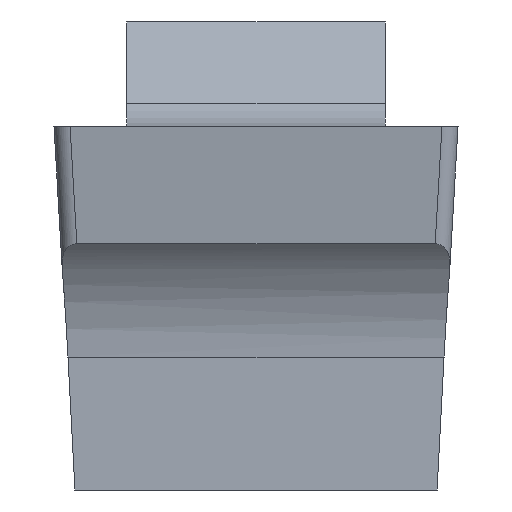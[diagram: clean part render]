
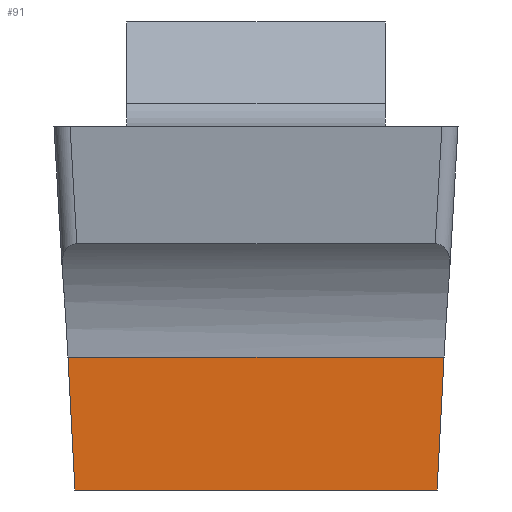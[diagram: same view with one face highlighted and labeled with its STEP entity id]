
A CAD part, front view. The second image highlights one B-rep face of the part: STEP entity #91.
In plain terms, the highlighted planar face has unit normal (0, -1, 0).
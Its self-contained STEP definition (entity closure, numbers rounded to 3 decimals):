
#91=ADVANCED_FACE('',(#147),#113,.T.);
#113=PLANE('',#800);
#147=FACE_OUTER_BOUND('',#183,.T.);
#183=EDGE_LOOP('',(#499,#500,#501,#502,#503,#504));
#193=LINE('',#1033,#259);
#208=LINE('',#1088,#274);
#213=LINE('',#1100,#279);
#251=LINE('',#1356,#317);
#259=VECTOR('',#822,1.);
#274=VECTOR('',#857,1.);
#279=VECTOR('',#866,1.);
#317=VECTOR('',#970,1.);
#499=ORIENTED_EDGE('',*,*,#631,.T.);
#500=ORIENTED_EDGE('',*,*,#637,.F.);
#501=ORIENTED_EDGE('',*,*,#602,.F.);
#502=ORIENTED_EDGE('',*,*,#638,.F.);
#503=ORIENTED_EDGE('',*,*,#625,.T.);
#504=ORIENTED_EDGE('',*,*,#691,.T.);
#534=VERTEX_POINT('',#1032);
#535=VERTEX_POINT('',#1034);
#553=VERTEX_POINT('',#1089);
#554=VERTEX_POINT('',#1090);
#558=VERTEX_POINT('',#1101);
#559=VERTEX_POINT('',#1102);
#602=EDGE_CURVE('',#534,#535,#193,.T.);
#625=EDGE_CURVE('',#553,#554,#208,.T.);
#631=EDGE_CURVE('',#558,#559,#213,.T.);
#637=EDGE_CURVE('',#535,#559,#703,.T.);
#638=EDGE_CURVE('',#553,#534,#704,.T.);
#691=EDGE_CURVE('',#554,#558,#251,.T.);
#703=ELLIPSE('',#769,1.644,0.2);
#704=ELLIPSE('',#771,1.644,0.2);
#769=AXIS2_PLACEMENT_3D('',#1115,#874,#875);
#771=AXIS2_PLACEMENT_3D('',#1117,#878,#879);
#800=AXIS2_PLACEMENT_3D('',#1357,#971,#972);
#822=DIRECTION('',(-1.,0.,0.));
#857=DIRECTION('',(0.052,0.,0.999));
#866=DIRECTION('',(0.052,0.,-0.999));
#874=DIRECTION('',(0.,1.,0.));
#875=DIRECTION('',(0.058,0.,-0.998));
#878=DIRECTION('',(0.,1.,0.));
#879=DIRECTION('',(-0.058,0.,-0.998));
#970=DIRECTION('',(-1.,0.,0.));
#971=DIRECTION('',(0.,-1.,0.));
#972=DIRECTION('',(0.,0.,-1.));
#1032=CARTESIAN_POINT('',(2.24,0.35,-4.495));
#1033=CARTESIAN_POINT('',(-1.6,0.35,-4.495));
#1034=CARTESIAN_POINT('',(-2.24,0.35,-4.495));
#1088=CARTESIAN_POINT('',(2.358,0.35,-2.247));
#1089=CARTESIAN_POINT('',(2.245,0.35,-4.407));
#1090=CARTESIAN_POINT('',(2.327,0.35,-2.85));
#1100=CARTESIAN_POINT('',(-2.358,0.35,-2.247));
#1101=CARTESIAN_POINT('',(-2.327,0.35,-2.85));
#1102=CARTESIAN_POINT('',(-2.245,0.35,-4.407));
#1115=CARTESIAN_POINT('',(-2.041,0.35,-4.467));
#1117=CARTESIAN_POINT('',(2.041,0.35,-4.467));
#1356=CARTESIAN_POINT('',(10.,0.35,-2.85));
#1357=CARTESIAN_POINT('',(10.,0.35,-12.85));
